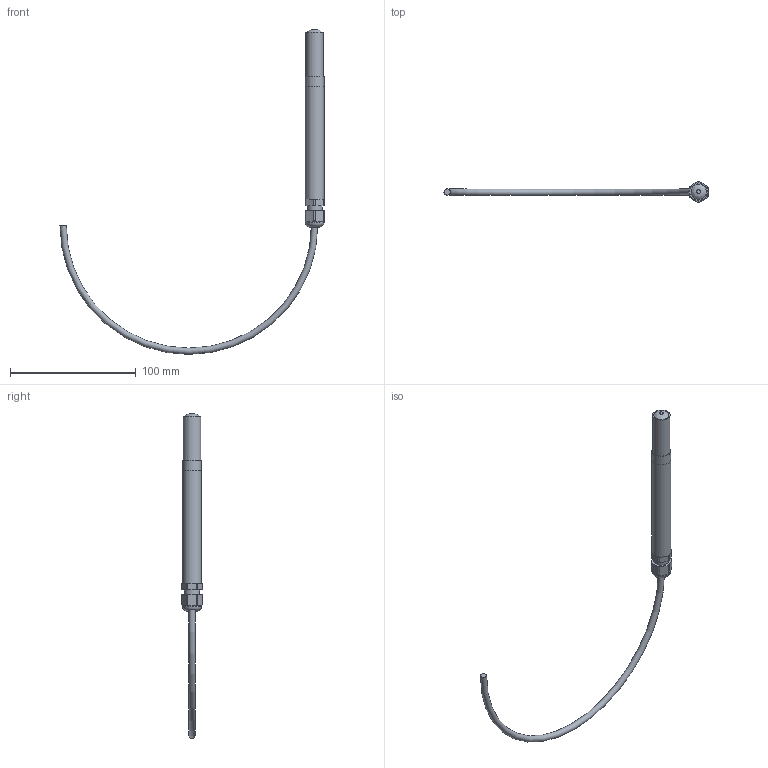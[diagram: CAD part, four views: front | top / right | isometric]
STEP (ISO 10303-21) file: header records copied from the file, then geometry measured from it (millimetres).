
FILE_DESCRIPTION(/* description */ (''),/* implementation_level */ '2;1');
FILE_NAME(/* name */ 'Pi-x000X.step',/* time_stamp */ '2021-08-02T08:44:41+02:00',/* author */ (''),/* organization */ (''),/* preprocessor_version */ 'ST-DEVELOPER v18.1',/* originating_system */ 'Autodesk Translation Framework v10.9.0.1377',/* authorisation */ '');
FILE_SCHEMA (('AUTOMOTIVE_DESIGN { 1 0 10303 214 3 1 1 }'));
Length unit declared in the file: millimetre
Products named in the file (5): Pi-x000X; Pi-xxx0X; M12_dlawnica; Przewod; Filtr_R1
Assembly tree (4 placements, depth 3):
  Pi-x000X
    Pi-xxx0X
      M12_dlawnica
      Przewod
    Filtr_R1
Bounding box: 210 x 16.59 x 258.32 mm (x, y, z)
Volume: 22189.4 mm3; surface area: 17559.3 mm2
Topology: 4 solids, 4 shells, 72 faces, 151 edges, 95 vertices
Faces by surface type: plane 28, cylinder 22, cone 16, torus 5, bspline 1
Full cylindrical faces by diameter (mm): 4 x1, 5.5 x1, 9.957 x1, 12 x3, 14 x1, 15 x3
Entity records: 2087 total; most frequent: CARTESIAN_POINT 401, DIRECTION 364, ORIENTED_EDGE 302, AXIS2_PLACEMENT_3D 157, EDGE_CURVE 151, VERTEX_POINT 95, EDGE_LOOP 84, CIRCLE 77
